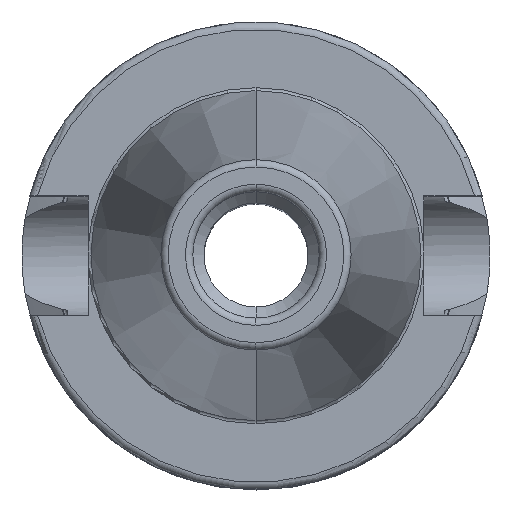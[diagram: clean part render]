
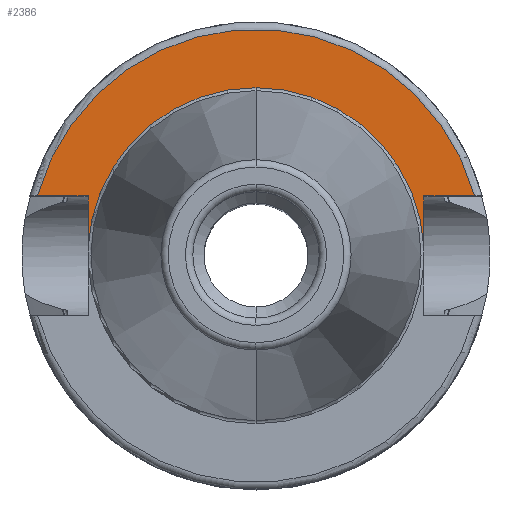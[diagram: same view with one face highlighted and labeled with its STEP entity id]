
A CAD part, top view. The second image highlights one B-rep face of the part: STEP entity #2386.
In plain terms, the highlighted planar face has unit normal (0, 0, 1).
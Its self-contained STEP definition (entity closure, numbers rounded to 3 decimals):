
#708=DIRECTION('',(0,1,0));
#709=VECTOR('',#708,6.987);
#710=CARTESIAN_POINT('',(-22.6,1.063,25));
#711=LINE('',#710,#709);
#712=DIRECTION('',(1,0,0));
#713=VECTOR('',#712,6.818);
#714=CARTESIAN_POINT('',(-29.418,8.05,25));
#715=LINE('',#714,#713);
#716=DIRECTION('',(-1,0,0));
#717=VECTOR('',#716,6.818);
#718=CARTESIAN_POINT('',(29.418,8.05,25));
#719=LINE('',#718,#717);
#720=DIRECTION('',(0,-1,0));
#721=VECTOR('',#720,6.987);
#722=CARTESIAN_POINT('',(22.6,8.05,25));
#723=LINE('',#722,#721);
#730=CARTESIAN_POINT('',(0,0,25));
#731=DIRECTION('',(0,0,1));
#732=DIRECTION('',(0,1,0));
#733=AXIS2_PLACEMENT_3D('',#730,#731,#732);
#761=CARTESIAN_POINT('',(0,0,25));
#762=DIRECTION('',(0,0,-1));
#763=DIRECTION('',(0,1,0));
#764=AXIS2_PLACEMENT_3D('',#761,#762,#763);
#813=CARTESIAN_POINT('',(0,0,25));
#814=DIRECTION('',(0,0,1));
#815=DIRECTION('',(0.965,0.264,0));
#816=AXIS2_PLACEMENT_3D('',#813,#814,#815);
#1443=CARTESIAN_POINT('',(-22.6,1.063,25));
#1444=CARTESIAN_POINT('',(-22.6,8.05,25));
#1445=VERTEX_POINT('',#1443);
#1446=VERTEX_POINT('',#1444);
#1447=CARTESIAN_POINT('',(-29.418,8.05,25));
#1448=VERTEX_POINT('',#1447);
#1449=CARTESIAN_POINT('',(22.6,8.05,25));
#1450=CARTESIAN_POINT('',(22.6,1.063,25));
#1451=VERTEX_POINT('',#1449);
#1452=VERTEX_POINT('',#1450);
#1459=CARTESIAN_POINT('',(29.418,8.05,25));
#1460=VERTEX_POINT('',#1459);
#1507=CARTESIAN_POINT('',(0,22.625,25));
#1509=VERTEX_POINT('',#1507);
#2367=CARTESIAN_POINT('',(0,0,25));
#2368=DIRECTION('',(0,0,-1));
#2369=DIRECTION('',(0,-1,0));
#2370=AXIS2_PLACEMENT_3D('',#2367,#2368,#2369);
#2371=PLANE('',#2370);
#2372=ORIENTED_EDGE('',*,*,#2124,.T.);
#2373=ORIENTED_EDGE('',*,*,#2153,.F.);
#2375=ORIENTED_EDGE('',*,*,#2374,.F.);
#2377=ORIENTED_EDGE('',*,*,#2376,.T.);
#2379=ORIENTED_EDGE('',*,*,#2378,.T.);
#2381=ORIENTED_EDGE('',*,*,#2380,.F.);
#2383=ORIENTED_EDGE('',*,*,#2382,.T.);
#2384=EDGE_LOOP('',(#2372,#2373,#2375,#2377,#2379,#2381,#2383));
#2385=FACE_OUTER_BOUND('',#2384,.F.);
#2386=ADVANCED_FACE('',(#2385),#2371,.F.);
#734=CIRCLE('',#733,22.625);
#765=CIRCLE('',#764,22.625);
#817=CIRCLE('',#816,30.5);
#2124=EDGE_CURVE('',#1445,#1446,#711,.T.);
#2153=EDGE_CURVE('',#1448,#1446,#715,.T.);
#2374=EDGE_CURVE('',#1460,#1448,#817,.T.);
#2376=EDGE_CURVE('',#1460,#1451,#719,.T.);
#2378=EDGE_CURVE('',#1451,#1452,#723,.T.);
#2380=EDGE_CURVE('',#1509,#1452,#765,.T.);
#2382=EDGE_CURVE('',#1509,#1445,#734,.T.);
